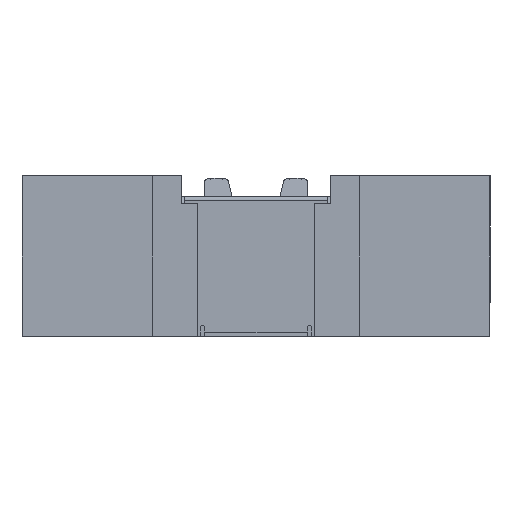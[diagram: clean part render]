
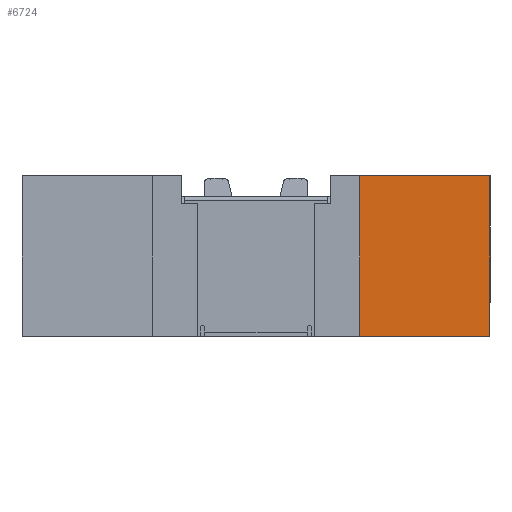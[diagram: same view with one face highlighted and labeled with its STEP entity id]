
A CAD part, left-side view. The second image highlights one B-rep face of the part: STEP entity #6724.
In plain terms, the highlighted planar face has unit normal (-1, 0, 0).
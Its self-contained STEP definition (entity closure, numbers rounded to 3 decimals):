
#199 = LINE ( 'NONE', #3278, #2660 ) ;
#290 = CARTESIAN_POINT ( 'NONE',  ( -11.1, -8., 0. ) ) ;
#1223 = DIRECTION ( 'NONE',  ( 0., 0., -1. ) ) ;
#2238 = ORIENTED_EDGE ( 'NONE', *, *, #11173, .T. ) ;
#2359 = CARTESIAN_POINT ( 'NONE',  ( -11.1, -8., 5.5 ) ) ;
#2660 = VECTOR ( 'NONE', #4215, 1000. ) ;
#2782 = CARTESIAN_POINT ( 'NONE',  ( -11.1, -8., 5.5 ) ) ;
#2928 = CARTESIAN_POINT ( 'NONE',  ( -11.1, -8., 0. ) ) ;
#3278 = CARTESIAN_POINT ( 'NONE',  ( -11.1, -8., 0. ) ) ;
#3384 = LINE ( 'NONE', #2782, #5860 ) ;
#3618 = EDGE_LOOP ( 'NONE', ( #2238, #11291, #5438, #9668 ) ) ;
#4034 = EDGE_CURVE ( 'NONE', #9395, #8523, #11542, .T. ) ;
#4215 = DIRECTION ( 'NONE',  ( 0., 0., 1. ) ) ;
#4466 = VECTOR ( 'NONE', #4777, 1000. ) ;
#4777 = DIRECTION ( 'NONE',  ( 0., 1., 0. ) ) ;
#5438 = ORIENTED_EDGE ( 'NONE', *, *, #4034, .F. ) ;
#5860 = VECTOR ( 'NONE', #10214, 1000. ) ;
#6173 = CARTESIAN_POINT ( 'NONE',  ( -11.1, -3.55, 5.5 ) ) ;
#6724 = ADVANCED_FACE ( 'NONE', ( #8418 ), #11352, .F. ) ;
#6802 = DIRECTION ( 'NONE',  ( 1., 0., 0. ) ) ;
#7028 = DIRECTION ( 'NONE',  ( 0., 0., 1. ) ) ;
#7902 = AXIS2_PLACEMENT_3D ( 'NONE', #290, #6802, #1223 ) ;
#8418 = FACE_OUTER_BOUND ( 'NONE', #3618, .T. ) ;
#8523 = VERTEX_POINT ( 'NONE', #10669 ) ;
#8944 = LINE ( 'NONE', #11627, #11131 ) ;
#9395 = VERTEX_POINT ( 'NONE', #9832 ) ;
#9668 = ORIENTED_EDGE ( 'NONE', *, *, #10867, .T. ) ;
#9832 = CARTESIAN_POINT ( 'NONE',  ( -11.1, -8., 0. ) ) ;
#9897 = EDGE_CURVE ( 'NONE', #8523, #9965, #8944, .T. ) ;
#9965 = VERTEX_POINT ( 'NONE', #6173 ) ;
#10214 = DIRECTION ( 'NONE',  ( 0., 1., 0. ) ) ;
#10669 = CARTESIAN_POINT ( 'NONE',  ( -11.1, -3.55, 0. ) ) ;
#10867 = EDGE_CURVE ( 'NONE', #9395, #11337, #199, .T. ) ;
#11131 = VECTOR ( 'NONE', #7028, 1000. ) ;
#11173 = EDGE_CURVE ( 'NONE', #11337, #9965, #3384, .T. ) ;
#11291 = ORIENTED_EDGE ( 'NONE', *, *, #9897, .F. ) ;
#11337 = VERTEX_POINT ( 'NONE', #2359 ) ;
#11352 = PLANE ( 'NONE',  #7902 ) ;
#11542 = LINE ( 'NONE', #2928, #4466 ) ;
#11627 = CARTESIAN_POINT ( 'NONE',  ( -11.1, -3.55, 0. ) ) ;
